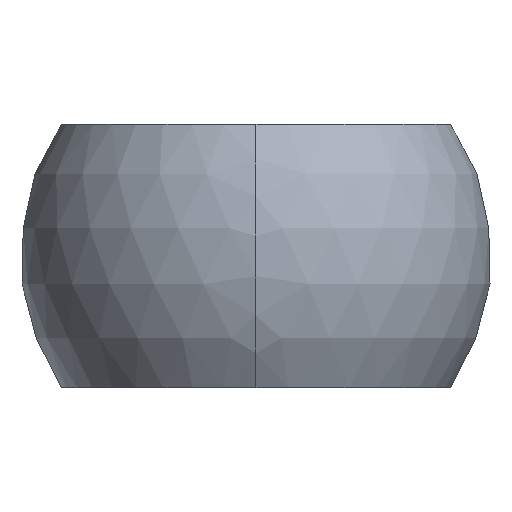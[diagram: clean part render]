
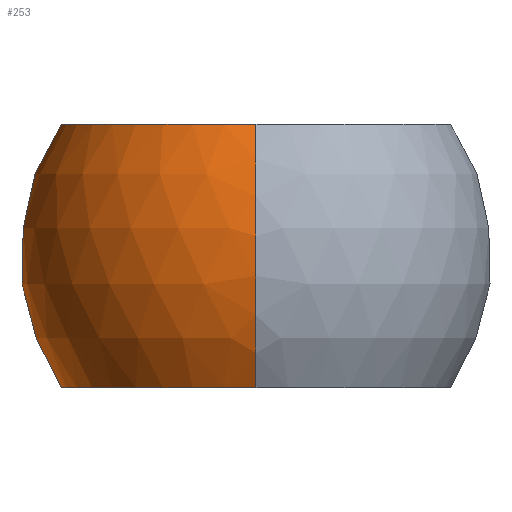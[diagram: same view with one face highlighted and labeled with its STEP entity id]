
A CAD part, left-side view. The second image highlights one B-rep face of the part: STEP entity #253.
In plain terms, the highlighted spherical face has radius 12.5 mm.
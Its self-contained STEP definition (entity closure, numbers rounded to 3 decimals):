
#123=EDGE_CURVE('',#277,#273,#311,.T.);
#145=EDGE_CURVE('',#221,#277,#334,.T.);
#147=VERTEX_POINT('',#336);
#163=EDGE_CURVE('',#147,#221,#353,.T.);
#221=VERTEX_POINT('',#419);
#253=ADVANCED_FACE('',(#455),#456,.T.);
#255=EDGE_CURVE('',#273,#147,#458,.T.);
#273=VERTEX_POINT('',#481);
#277=VERTEX_POINT('',#485);
#311=CIRCLE('',#554,10.356);
#334=CIRCLE('',#581,12.5);
#336=CARTESIAN_POINT('',(8.201,6.325,7.0));
#353=CIRCLE('',#644,10.356);
#419=CARTESIAN_POINT('',(-10.356,0.,7.0));
#455=FACE_OUTER_BOUND('',#854,.T.);
#456=SPHERICAL_SURFACE('',#855,12.5);
#458=CIRCLE('',#858,9.434);
#481=CARTESIAN_POINT('',(8.201,6.325,-7.0));
#485=CARTESIAN_POINT('',(-10.356,0.,-7.0));
#554=AXIS2_PLACEMENT_3D('',#914,#915,#916);
#581=AXIS2_PLACEMENT_3D('',#934,#935,#936);
#644=AXIS2_PLACEMENT_3D('',#952,#953,#954);
#854=EDGE_LOOP('',(#1081,#1082,#1083,#1084));
#855=AXIS2_PLACEMENT_3D('',#1085,#1086,#1087);
#858=AXIS2_PLACEMENT_3D('',#1088,#1089,#1090);
#914=CARTESIAN_POINT('',(0.0,0.0,-7.0));
#915=DIRECTION('',(-0.0,-0.0,-1.0));
#916=DIRECTION('',(0.0,-1.0,0.0));
#934=CARTESIAN_POINT('',(0.0,0.0,0.0));
#935=DIRECTION('',(0.,-1.0,0.0));
#936=DIRECTION('',(0.0,0.0,1.0));
#952=CARTESIAN_POINT('',(0.0,0.0,7.0));
#953=DIRECTION('',(0.0,-0.0,1.0));
#954=DIRECTION('',(0.0,1.0,0.0));
#1081=ORIENTED_EDGE('',*,*,#145,.F.);
#1082=ORIENTED_EDGE('',*,*,#163,.F.);
#1083=ORIENTED_EDGE('',*,*,#255,.F.);
#1084=ORIENTED_EDGE('',*,*,#123,.F.);
#1085=CARTESIAN_POINT('',(0.0,0.0,0.0));
#1086=DIRECTION('',(0.0,0.0,1.0));
#1087=DIRECTION('',(1.0,0.0,0.0));
#1088=CARTESIAN_POINT('',(8.201,0.0,0.0));
#1089=DIRECTION('',(1.0,0.0,0.0));
#1090=DIRECTION('',(0.0,1.0,0.0));
